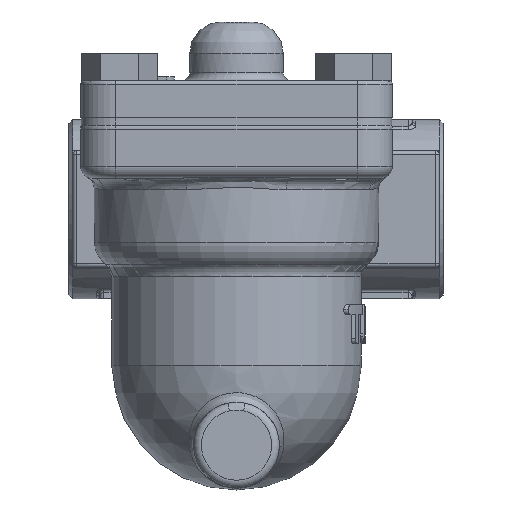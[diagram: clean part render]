
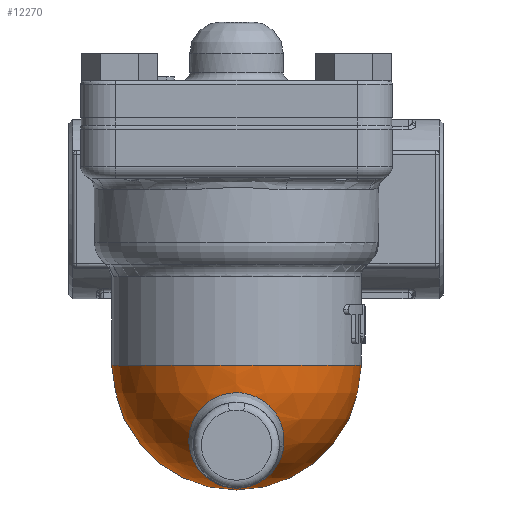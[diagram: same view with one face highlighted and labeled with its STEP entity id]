
A CAD part, left-side view. The second image highlights one B-rep face of the part: STEP entity #12270.
In plain terms, the highlighted spherical face has radius 32 mm.
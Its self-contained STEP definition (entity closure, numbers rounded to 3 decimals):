
#152=SPHERICAL_SURFACE('',#13485,32.);
#692=B_SPLINE_CURVE_WITH_KNOTS('',3,(#24909,#24910,#24911,#24912,#24913,
#24914,#24915,#24916),.UNSPECIFIED.,.F.,.F.,(4,1,1,1,1,4),(-8.475,
-7.87,-7.264,-6.861,-6.457,
-6.381),.UNSPECIFIED.);
#693=B_SPLINE_CURVE_WITH_KNOTS('',3,(#24918,#24919,#24920,#24921,#24922,
#24923,#24924,#24925,#24926,#24927),.UNSPECIFIED.,.F.,.F.,(4,1,1,1,1,1,
1,4),(-2.144,-2.119,-1.967,-1.816,
-1.513,-1.211,-0.605,0.),
 .UNSPECIFIED.);
#694=B_SPLINE_CURVE_WITH_KNOTS('',3,(#24930,#24931,#24932,#24933,#24934,
#24935,#24936,#24937,#24938,#24939,#24940,#24941,#24942,#24943),
 .UNSPECIFIED.,.F.,.F.,(4,1,1,1,1,1,1,1,1,1,1,4),(-6.381,-6.053,
-5.65,-5.246,-4.944,-4.843,
-3.632,-3.229,-2.825,-2.421,
-2.27,-2.144),.UNSPECIFIED.);
#1586=FACE_OUTER_BOUND('',#2397,.T.);
#2397=EDGE_LOOP('',(#9950,#9951,#9952,#9953,#9954,#9955,#9956,#9957,#9958,
#9959,#9960,#9961));
#4440=CIRCLE('',#13353,32.);
#4441=CIRCLE('',#13354,32.);
#4508=CIRCLE('',#13486,27.713);
#4509=CIRCLE('',#13487,32.);
#4510=CIRCLE('',#13488,32.);
#4511=CIRCLE('',#13489,27.713);
#4512=CIRCLE('',#13490,16.);
#5409=VERTEX_POINT('',#24120);
#5411=VERTEX_POINT('',#24124);
#5412=VERTEX_POINT('',#24126);
#5540=VERTEX_POINT('',#24904);
#5541=VERTEX_POINT('',#24906);
#5542=VERTEX_POINT('',#24908);
#5543=VERTEX_POINT('',#24917);
#5544=VERTEX_POINT('',#24928);
#5545=VERTEX_POINT('',#24944);
#6937=EDGE_CURVE('',#5412,#5411,#4440,.T.);
#6938=EDGE_CURVE('',#5409,#5412,#4441,.T.);
#7103=EDGE_CURVE('',#5409,#5540,#4508,.T.);
#7104=EDGE_CURVE('',#5412,#5541,#4509,.T.);
#7105=EDGE_CURVE('',#5542,#5541,#692,.T.);
#7106=EDGE_CURVE('',#5543,#5542,#693,.T.);
#7107=EDGE_CURVE('',#5543,#5544,#4510,.T.);
#7108=EDGE_CURVE('',#5541,#5543,#694,.T.);
#7109=EDGE_CURVE('',#5545,#5411,#4511,.T.);
#7110=EDGE_CURVE('',#5540,#5545,#4512,.T.);
#9950=ORIENTED_EDGE('',*,*,#7103,.F.);
#9951=ORIENTED_EDGE('',*,*,#6938,.T.);
#9952=ORIENTED_EDGE('',*,*,#7104,.T.);
#9953=ORIENTED_EDGE('',*,*,#7105,.F.);
#9954=ORIENTED_EDGE('',*,*,#7106,.F.);
#9955=ORIENTED_EDGE('',*,*,#7107,.T.);
#9956=ORIENTED_EDGE('',*,*,#7107,.F.);
#9957=ORIENTED_EDGE('',*,*,#7108,.F.);
#9958=ORIENTED_EDGE('',*,*,#7104,.F.);
#9959=ORIENTED_EDGE('',*,*,#6937,.T.);
#9960=ORIENTED_EDGE('',*,*,#7109,.F.);
#9961=ORIENTED_EDGE('',*,*,#7110,.F.);
#12270=ADVANCED_FACE('',(#1586),#152,.T.);
#13353=AXIS2_PLACEMENT_3D('',#24127,#15862,#15863);
#13354=AXIS2_PLACEMENT_3D('',#24128,#15864,#15865);
#13485=AXIS2_PLACEMENT_3D('',#24903,#16154,#16155);
#13486=AXIS2_PLACEMENT_3D('',#24905,#16156,#16157);
#13487=AXIS2_PLACEMENT_3D('',#24907,#16158,#16159);
#13488=AXIS2_PLACEMENT_3D('',#24929,#16160,#16161);
#13489=AXIS2_PLACEMENT_3D('',#24945,#16162,#16163);
#13490=AXIS2_PLACEMENT_3D('',#24946,#16164,#16165);
#15862=DIRECTION('center_axis',(0.,0.,-1.));
#15863=DIRECTION('ref_axis',(1.,0.,0.));
#15864=DIRECTION('center_axis',(0.,0.,-1.));
#15865=DIRECTION('ref_axis',(1.,0.,0.));
#16154=DIRECTION('center_axis',(0.,0.,1.));
#16155=DIRECTION('ref_axis',(1.,0.,0.));
#16156=DIRECTION('center_axis',(0.,1.,0.));
#16157=DIRECTION('ref_axis',(0.991,0.,-0.131));
#16158=DIRECTION('center_axis',(0.,-1.,0.));
#16159=DIRECTION('ref_axis',(-1.,0.,0.));
#16160=DIRECTION('center_axis',(0.,-1.,0.));
#16161=DIRECTION('ref_axis',(-1.,0.,0.));
#16162=DIRECTION('center_axis',(0.,-1.,0.));
#16163=DIRECTION('ref_axis',(0.991,0.,-0.131));
#16164=DIRECTION('center_axis',(0.966,0.,-0.259));
#16165=DIRECTION('ref_axis',(-0.259,0.,-0.966));
#24120=CARTESIAN_POINT('',(-14.954,-20.592,-28.));
#24124=CARTESIAN_POINT('',(-14.954,11.408,-28.));
#24126=CARTESIAN_POINT('',(-74.667,-4.592,-28.));
#24127=CARTESIAN_POINT('Origin',(-42.667,-4.592,-28.));
#24128=CARTESIAN_POINT('Origin',(-42.667,-4.592,-28.));
#24903=CARTESIAN_POINT('Origin',(-42.667,-4.592,-28.));
#24904=CARTESIAN_POINT('',(-15.899,-20.592,-35.173));
#24905=CARTESIAN_POINT('Origin',(-42.667,-20.592,-28.));
#24906=CARTESIAN_POINT('',(-73.879,-4.592,-35.059));
#24907=CARTESIAN_POINT('Origin',(-42.667,-4.592,-28.));
#24908=CARTESIAN_POINT('',(-63.832,-16.746,-48.696));
#24909=CARTESIAN_POINT('Ctrl Pts',(-63.832,-16.746,
-48.696));
#24910=CARTESIAN_POINT('Ctrl Pts',(-65.351,-16.938,
-47.03));
#24911=CARTESIAN_POINT('Ctrl Pts',(-68.252,-16.656,
-43.483));
#24912=CARTESIAN_POINT('Ctrl Pts',(-71.442,-13.994,
-38.898));
#24913=CARTESIAN_POINT('Ctrl Pts',(-73.317,-9.891,
-35.97));
#24914=CARTESIAN_POINT('Ctrl Pts',(-73.841,-6.666,
-35.119));
#24915=CARTESIAN_POINT('Ctrl Pts',(-73.879,-4.875,
-35.059));
#24916=CARTESIAN_POINT('Ctrl Pts',(-73.879,-4.592,
-35.059));
#24917=CARTESIAN_POINT('',(-48.135,-4.592,-59.529));
#24918=CARTESIAN_POINT('Ctrl Pts',(-48.136,-4.593,
-59.529));
#24919=CARTESIAN_POINT('Ctrl Pts',(-48.136,-4.687,
-59.529));
#24920=CARTESIAN_POINT('Ctrl Pts',(-48.158,-5.343,
-59.523));
#24921=CARTESIAN_POINT('Ctrl Pts',(-48.571,-6.528,
-59.407));
#24922=CARTESIAN_POINT('Ctrl Pts',(-49.838,-8.359,
-58.994));
#24923=CARTESIAN_POINT('Ctrl Pts',(-51.766,-10.294,-58.209));
#24924=CARTESIAN_POINT('Ctrl Pts',(-55.018,-12.942,
-56.473));
#24925=CARTESIAN_POINT('Ctrl Pts',(-59.137,-15.497,
-53.482));
#24926=CARTESIAN_POINT('Ctrl Pts',(-62.313,-16.554,
-50.362));
#24927=CARTESIAN_POINT('Ctrl Pts',(-63.832,-16.746,
-48.696));
#24928=CARTESIAN_POINT('',(-42.667,-4.592,-60.));
#24929=CARTESIAN_POINT('Origin',(-42.667,-4.592,-28.));
#24930=CARTESIAN_POINT('Ctrl Pts',(-73.879,-4.592,
-35.059));
#24931=CARTESIAN_POINT('Ctrl Pts',(-73.878,-3.367,
-35.061));
#24932=CARTESIAN_POINT('Ctrl Pts',(-73.622,-0.631,
-35.476));
#24933=CARTESIAN_POINT('Ctrl Pts',(-72.402,3.036,-37.416));
#24934=CARTESIAN_POINT('Ctrl Pts',(-70.54,5.577,-40.208));
#24935=CARTESIAN_POINT('Ctrl Pts',(-68.9,6.715,-42.485));
#24936=CARTESIAN_POINT('Ctrl Pts',(-65.362,8.228,-47.167));
#24937=CARTESIAN_POINT('Ctrl Pts',(-60.9,7.281,-52.109));
#24938=CARTESIAN_POINT('Ctrl Pts',(-55.431,4.019,-56.169));
#24939=CARTESIAN_POINT('Ctrl Pts',(-52.163,1.498,-58.063));
#24940=CARTESIAN_POINT('Ctrl Pts',(-49.677,-0.925,
-59.062));
#24941=CARTESIAN_POINT('Ctrl Pts',(-48.357,-3.087,
-59.468));
#24942=CARTESIAN_POINT('Ctrl Pts',(-48.139,-4.124,
-59.529));
#24943=CARTESIAN_POINT('Ctrl Pts',(-48.136,-4.593,
-59.529));
#24944=CARTESIAN_POINT('',(-15.899,11.408,-35.173));
#24945=CARTESIAN_POINT('Origin',(-42.667,11.408,-28.));
#24946=CARTESIAN_POINT('Origin',(-15.899,-4.592,-35.173));
